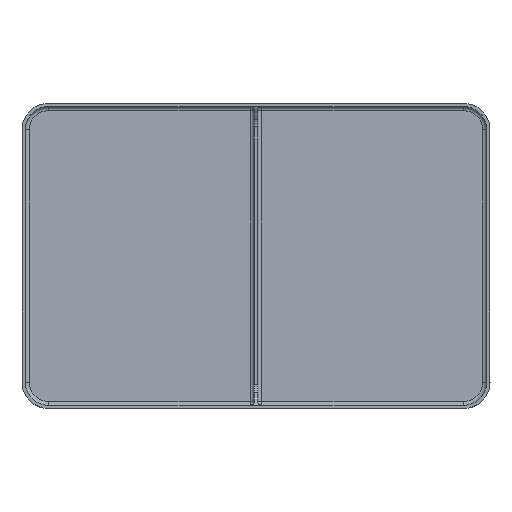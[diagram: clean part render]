
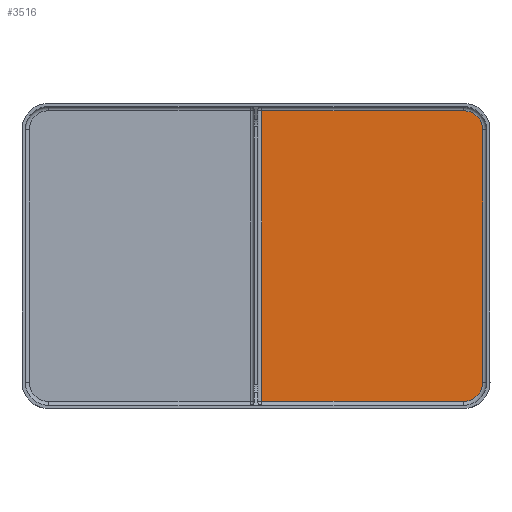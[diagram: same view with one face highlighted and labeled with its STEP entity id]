
A CAD part, top view. The second image highlights one B-rep face of the part: STEP entity #3516.
In plain terms, the highlighted planar face has unit normal (0, 0, 1).
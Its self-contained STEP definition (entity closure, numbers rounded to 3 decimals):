
#736 = CYLINDRICAL_SURFACE('',#737,2.);
#737 = AXIS2_PLACEMENT_3D('',#738,#739,#740);
#738 = CARTESIAN_POINT('',(102.,-71.4,3.6));
#739 = DIRECTION('',(-1.,0.,0.));
#740 = DIRECTION('',(0.,-1.,0.));
#963 = TOROIDAL_SURFACE('',#964,9.4,2.);
#964 = AXIS2_PLACEMENT_3D('',#965,#966,#967);
#965 = CARTESIAN_POINT('',(102.,-62.,3.6));
#966 = DIRECTION('',(-0.,-0.,-1.));
#967 = DIRECTION('',(1.,0.,0.));
#995 = CYLINDRICAL_SURFACE('',#996,2.);
#996 = AXIS2_PLACEMENT_3D('',#997,#998,#999);
#997 = CARTESIAN_POINT('',(111.4,62.,3.6));
#998 = DIRECTION('',(0.,-1.,0.));
#999 = DIRECTION('',(1.,0.,0.));
#1072 = TOROIDAL_SURFACE('',#1073,9.4,2.);
#1073 = AXIS2_PLACEMENT_3D('',#1074,#1075,#1076);
#1074 = CARTESIAN_POINT('',(102.,62.,3.6));
#1075 = DIRECTION('',(-0.,-0.,-1.));
#1076 = DIRECTION('',(0.,1.,0.));
#1180 = CYLINDRICAL_SURFACE('',#1181,2.);
#1181 = AXIS2_PLACEMENT_3D('',#1182,#1183,#1184);
#1182 = CARTESIAN_POINT('',(0.8,71.4,3.6));
#1183 = DIRECTION('',(1.,0.,0.));
#1184 = DIRECTION('',(0.,1.,0.));
#2073 = VERTEX_POINT('',#2074);
#2074 = CARTESIAN_POINT('',(102.,-71.4,1.6));
#2096 = EDGE_CURVE('',#2073,#2097,#2099,.T.);
#2097 = VERTEX_POINT('',#2098);
#2098 = CARTESIAN_POINT('',(2.8,-71.4,1.6));
#2099 = SURFACE_CURVE('',#2100,(#2104,#2111),.PCURVE_S1.);
#2100 = LINE('',#2101,#2102);
#2101 = CARTESIAN_POINT('',(102.,-71.4,1.6));
#2102 = VECTOR('',#2103,1.);
#2103 = DIRECTION('',(-1.,0.,0.));
#2104 = PCURVE('',#736,#2105);
#2105 = DEFINITIONAL_REPRESENTATION('',(#2106),#2110);
#2106 = LINE('',#2107,#2108);
#2107 = CARTESIAN_POINT('',(-1.571,0.));
#2108 = VECTOR('',#2109,1.);
#2109 = DIRECTION('',(-0.,1.));
#2110 = ( GEOMETRIC_REPRESENTATION_CONTEXT(2) 
PARAMETRIC_REPRESENTATION_CONTEXT() REPRESENTATION_CONTEXT('2D SPACE',''
  ) );
#2111 = PCURVE('',#2112,#2117);
#2112 = PLANE('',#2113);
#2113 = AXIS2_PLACEMENT_3D('',#2114,#2115,#2116);
#2114 = CARTESIAN_POINT('',(0.,0.,1.6)
  );
#2115 = DIRECTION('',(0.,0.,1.));
#2116 = DIRECTION('',(1.,0.,0.));
#2117 = DEFINITIONAL_REPRESENTATION('',(#2118),#2122);
#2118 = LINE('',#2119,#2120);
#2119 = CARTESIAN_POINT('',(102.,-71.4));
#2120 = VECTOR('',#2121,1.);
#2121 = DIRECTION('',(-1.,0.));
#2122 = ( GEOMETRIC_REPRESENTATION_CONTEXT(2) 
PARAMETRIC_REPRESENTATION_CONTEXT() REPRESENTATION_CONTEXT('2D SPACE',''
  ) );
#2402 = CYLINDRICAL_SURFACE('',#2403,2.);
#2403 = AXIS2_PLACEMENT_3D('',#2404,#2405,#2406);
#2404 = CARTESIAN_POINT('',(2.8,-73.4,3.6));
#2405 = DIRECTION('',(0.,1.,0.));
#2406 = DIRECTION('',(-1.,0.,0.));
#2486 = VERTEX_POINT('',#2487);
#2487 = CARTESIAN_POINT('',(111.4,-62.,1.6));
#2511 = EDGE_CURVE('',#2486,#2073,#2512,.T.);
#2512 = SURFACE_CURVE('',#2513,(#2518,#2525),.PCURVE_S1.);
#2513 = CIRCLE('',#2514,9.4);
#2514 = AXIS2_PLACEMENT_3D('',#2515,#2516,#2517);
#2515 = CARTESIAN_POINT('',(102.,-62.,1.6));
#2516 = DIRECTION('',(0.,-0.,-1.));
#2517 = DIRECTION('',(1.,0.,0.));
#2518 = PCURVE('',#963,#2519);
#2519 = DEFINITIONAL_REPRESENTATION('',(#2520),#2524);
#2520 = LINE('',#2521,#2522);
#2521 = CARTESIAN_POINT('',(0.,1.571));
#2522 = VECTOR('',#2523,1.);
#2523 = DIRECTION('',(1.,0.));
#2524 = ( GEOMETRIC_REPRESENTATION_CONTEXT(2) 
PARAMETRIC_REPRESENTATION_CONTEXT() REPRESENTATION_CONTEXT('2D SPACE',''
  ) );
#2525 = PCURVE('',#2112,#2526);
#2526 = DEFINITIONAL_REPRESENTATION('',(#2527),#2535);
#2527 = ( BOUNDED_CURVE() B_SPLINE_CURVE(2,(#2528,#2529,#2530,#2531,
#2532,#2533,#2534),.UNSPECIFIED.,.T.,.F.) B_SPLINE_CURVE_WITH_KNOTS((1,2
    ,2,2,2,1),(-2.094,0.,2.094,4.189,
6.283,8.378),.UNSPECIFIED.) CURVE() 
GEOMETRIC_REPRESENTATION_ITEM() RATIONAL_B_SPLINE_CURVE((1.,0.5,1.,0.5,
1.,0.5,1.)) REPRESENTATION_ITEM('') );
#2528 = CARTESIAN_POINT('',(111.4,-62.));
#2529 = CARTESIAN_POINT('',(111.4,-78.281));
#2530 = CARTESIAN_POINT('',(97.3,-70.141));
#2531 = CARTESIAN_POINT('',(83.2,-62.));
#2532 = CARTESIAN_POINT('',(97.3,-53.859));
#2533 = CARTESIAN_POINT('',(111.4,-45.719));
#2534 = CARTESIAN_POINT('',(111.4,-62.));
#2535 = ( GEOMETRIC_REPRESENTATION_CONTEXT(2) 
PARAMETRIC_REPRESENTATION_CONTEXT() REPRESENTATION_CONTEXT('2D SPACE',''
  ) );
#2541 = VERTEX_POINT('',#2542);
#2542 = CARTESIAN_POINT('',(111.4,62.,1.6));
#2564 = EDGE_CURVE('',#2541,#2486,#2565,.T.);
#2565 = SURFACE_CURVE('',#2566,(#2570,#2577),.PCURVE_S1.);
#2566 = LINE('',#2567,#2568);
#2567 = CARTESIAN_POINT('',(111.4,62.,1.6));
#2568 = VECTOR('',#2569,1.);
#2569 = DIRECTION('',(0.,-1.,0.));
#2570 = PCURVE('',#995,#2571);
#2571 = DEFINITIONAL_REPRESENTATION('',(#2572),#2576);
#2572 = LINE('',#2573,#2574);
#2573 = CARTESIAN_POINT('',(-1.571,0.));
#2574 = VECTOR('',#2575,1.);
#2575 = DIRECTION('',(-0.,1.));
#2576 = ( GEOMETRIC_REPRESENTATION_CONTEXT(2) 
PARAMETRIC_REPRESENTATION_CONTEXT() REPRESENTATION_CONTEXT('2D SPACE',''
  ) );
#2577 = PCURVE('',#2112,#2578);
#2578 = DEFINITIONAL_REPRESENTATION('',(#2579),#2583);
#2579 = LINE('',#2580,#2581);
#2580 = CARTESIAN_POINT('',(111.4,62.));
#2581 = VECTOR('',#2582,1.);
#2582 = DIRECTION('',(0.,-1.));
#2583 = ( GEOMETRIC_REPRESENTATION_CONTEXT(2) 
PARAMETRIC_REPRESENTATION_CONTEXT() REPRESENTATION_CONTEXT('2D SPACE',''
  ) );
#2591 = VERTEX_POINT('',#2592);
#2592 = CARTESIAN_POINT('',(102.,71.4,1.6));
#2616 = EDGE_CURVE('',#2591,#2541,#2617,.T.);
#2617 = SURFACE_CURVE('',#2618,(#2623,#2630),.PCURVE_S1.);
#2618 = CIRCLE('',#2619,9.4);
#2619 = AXIS2_PLACEMENT_3D('',#2620,#2621,#2622);
#2620 = CARTESIAN_POINT('',(102.,62.,1.6));
#2621 = DIRECTION('',(0.,0.,-1.));
#2622 = DIRECTION('',(0.,1.,0.));
#2623 = PCURVE('',#1072,#2624);
#2624 = DEFINITIONAL_REPRESENTATION('',(#2625),#2629);
#2625 = LINE('',#2626,#2627);
#2626 = CARTESIAN_POINT('',(0.,1.571));
#2627 = VECTOR('',#2628,1.);
#2628 = DIRECTION('',(1.,0.));
#2629 = ( GEOMETRIC_REPRESENTATION_CONTEXT(2) 
PARAMETRIC_REPRESENTATION_CONTEXT() REPRESENTATION_CONTEXT('2D SPACE',''
  ) );
#2630 = PCURVE('',#2112,#2631);
#2631 = DEFINITIONAL_REPRESENTATION('',(#2632),#2640);
#2632 = ( BOUNDED_CURVE() B_SPLINE_CURVE(2,(#2633,#2634,#2635,#2636,
#2637,#2638,#2639),.UNSPECIFIED.,.T.,.F.) B_SPLINE_CURVE_WITH_KNOTS((1,2
    ,2,2,2,1),(-2.094,0.,2.094,4.189,
6.283,8.378),.UNSPECIFIED.) CURVE() 
GEOMETRIC_REPRESENTATION_ITEM() RATIONAL_B_SPLINE_CURVE((1.,0.5,1.,0.5,
1.,0.5,1.)) REPRESENTATION_ITEM('') );
#2633 = CARTESIAN_POINT('',(102.,71.4));
#2634 = CARTESIAN_POINT('',(118.281,71.4));
#2635 = CARTESIAN_POINT('',(110.141,57.3));
#2636 = CARTESIAN_POINT('',(102.,43.2));
#2637 = CARTESIAN_POINT('',(93.859,57.3));
#2638 = CARTESIAN_POINT('',(85.719,71.4));
#2639 = CARTESIAN_POINT('',(102.,71.4));
#2640 = ( GEOMETRIC_REPRESENTATION_CONTEXT(2) 
PARAMETRIC_REPRESENTATION_CONTEXT() REPRESENTATION_CONTEXT('2D SPACE',''
  ) );
#2724 = VERTEX_POINT('',#2725);
#2725 = CARTESIAN_POINT('',(2.8,71.4,1.6));
#2752 = EDGE_CURVE('',#2724,#2591,#2753,.T.);
#2753 = SURFACE_CURVE('',#2754,(#2758,#2765),.PCURVE_S1.);
#2754 = LINE('',#2755,#2756);
#2755 = CARTESIAN_POINT('',(0.8,71.4,1.6));
#2756 = VECTOR('',#2757,1.);
#2757 = DIRECTION('',(1.,0.,0.));
#2758 = PCURVE('',#1180,#2759);
#2759 = DEFINITIONAL_REPRESENTATION('',(#2760),#2764);
#2760 = LINE('',#2761,#2762);
#2761 = CARTESIAN_POINT('',(-1.571,0.));
#2762 = VECTOR('',#2763,1.);
#2763 = DIRECTION('',(-0.,1.));
#2764 = ( GEOMETRIC_REPRESENTATION_CONTEXT(2) 
PARAMETRIC_REPRESENTATION_CONTEXT() REPRESENTATION_CONTEXT('2D SPACE',''
  ) );
#2765 = PCURVE('',#2112,#2766);
#2766 = DEFINITIONAL_REPRESENTATION('',(#2767),#2771);
#2767 = LINE('',#2768,#2769);
#2768 = CARTESIAN_POINT('',(0.8,71.4));
#2769 = VECTOR('',#2770,1.);
#2770 = DIRECTION('',(1.,0.));
#2771 = ( GEOMETRIC_REPRESENTATION_CONTEXT(2) 
PARAMETRIC_REPRESENTATION_CONTEXT() REPRESENTATION_CONTEXT('2D SPACE',''
  ) );
#3516 = ADVANCED_FACE('',(#3517),#2112,.T.);
#3517 = FACE_BOUND('',#3518,.T.);
#3518 = EDGE_LOOP('',(#3519,#3540,#3541,#3542,#3543,#3544));
#3519 = ORIENTED_EDGE('',*,*,#3520,.F.);
#3520 = EDGE_CURVE('',#2097,#2724,#3521,.T.);
#3521 = SURFACE_CURVE('',#3522,(#3526,#3533),.PCURVE_S1.);
#3522 = LINE('',#3523,#3524);
#3523 = CARTESIAN_POINT('',(2.8,-73.4,1.6));
#3524 = VECTOR('',#3525,1.);
#3525 = DIRECTION('',(0.,1.,0.));
#3526 = PCURVE('',#2112,#3527);
#3527 = DEFINITIONAL_REPRESENTATION('',(#3528),#3532);
#3528 = LINE('',#3529,#3530);
#3529 = CARTESIAN_POINT('',(2.8,-73.4));
#3530 = VECTOR('',#3531,1.);
#3531 = DIRECTION('',(0.,1.));
#3532 = ( GEOMETRIC_REPRESENTATION_CONTEXT(2) 
PARAMETRIC_REPRESENTATION_CONTEXT() REPRESENTATION_CONTEXT('2D SPACE',''
  ) );
#3533 = PCURVE('',#2402,#3534);
#3534 = DEFINITIONAL_REPRESENTATION('',(#3535),#3539);
#3535 = LINE('',#3536,#3537);
#3536 = CARTESIAN_POINT('',(-1.571,0.));
#3537 = VECTOR('',#3538,1.);
#3538 = DIRECTION('',(-0.,1.));
#3539 = ( GEOMETRIC_REPRESENTATION_CONTEXT(2) 
PARAMETRIC_REPRESENTATION_CONTEXT() REPRESENTATION_CONTEXT('2D SPACE',''
  ) );
#3540 = ORIENTED_EDGE('',*,*,#2096,.F.);
#3541 = ORIENTED_EDGE('',*,*,#2511,.F.);
#3542 = ORIENTED_EDGE('',*,*,#2564,.F.);
#3543 = ORIENTED_EDGE('',*,*,#2616,.F.);
#3544 = ORIENTED_EDGE('',*,*,#2752,.F.);
